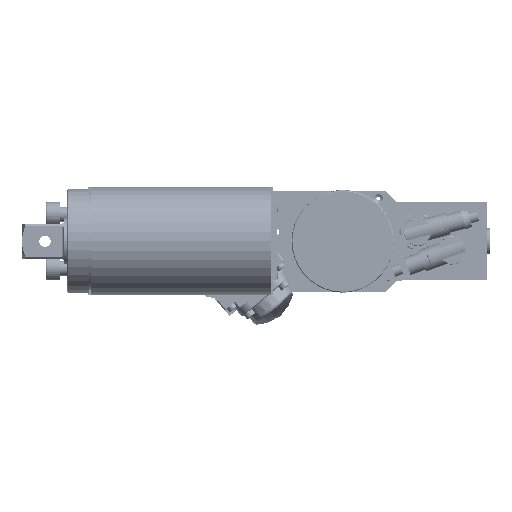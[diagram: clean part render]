
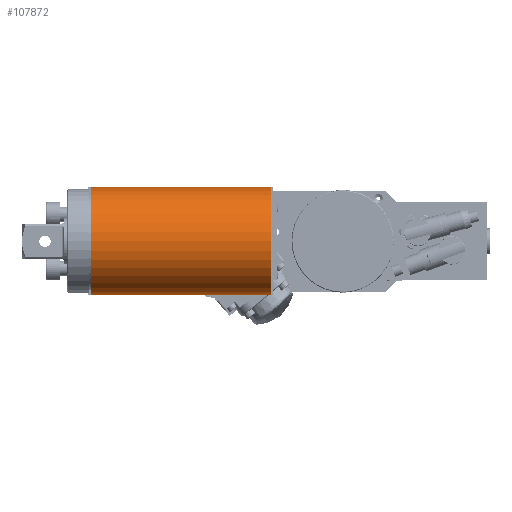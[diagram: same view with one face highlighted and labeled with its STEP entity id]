
A CAD part, left-side view. The second image highlights one B-rep face of the part: STEP entity #107872.
In plain terms, the highlighted cylindrical face has radius 29 mm (diameter 58 mm), a partial arc.
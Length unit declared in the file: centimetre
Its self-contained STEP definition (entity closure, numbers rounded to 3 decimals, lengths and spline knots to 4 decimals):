
#14361=LINE('',#233739,#22311);
#14374=LINE('',#233782,#22324);
#22311=VECTOR('',#145516,9.7);
#22324=VECTOR('',#145553,9.7);
#24072=CYLINDRICAL_SURFACE('',#118022,2.9);
#29230=FACE_OUTER_BOUND('',#35282,.T.);
#35282=EDGE_LOOP('',(#95695,#95696,#95697,#95698));
#40649=CIRCLE('',#118011,2.9);
#40654=CIRCLE('',#118020,2.9);
#50869=VERTEX_POINT('',#233731);
#50872=VERTEX_POINT('',#233737);
#50881=VERTEX_POINT('',#233757);
#50890=VERTEX_POINT('',#233781);
#66027=EDGE_CURVE('',#50872,#50869,#14361,.T.);
#66036=EDGE_CURVE('',#50869,#50881,#40649,.T.);
#66048=EDGE_CURVE('',#50890,#50881,#14374,.T.);
#66052=EDGE_CURVE('',#50890,#50872,#40654,.T.);
#95695=ORIENTED_EDGE('',*,*,#66036,.F.);
#95696=ORIENTED_EDGE('',*,*,#66027,.F.);
#95697=ORIENTED_EDGE('',*,*,#66052,.F.);
#95698=ORIENTED_EDGE('',*,*,#66048,.T.);
#107872=ADVANCED_FACE('',(#29230),#24072,.T.);
#118011=AXIS2_PLACEMENT_3D('',#233758,#145532,#145533);
#118020=AXIS2_PLACEMENT_3D('',#233789,#145561,#145562);
#118022=AXIS2_PLACEMENT_3D('',#233792,#145565,#145566);
#145516=DIRECTION('',(0.,-1.,0.));
#145532=DIRECTION('center_axis',(0.,-1.,0.));
#145533=DIRECTION('ref_axis',(0.,0.,
1.));
#145553=DIRECTION('',(0.,-1.,0.));
#145561=DIRECTION('center_axis',(0.,1.,0.));
#145562=DIRECTION('ref_axis',(0.,0.,
-1.));
#145565=DIRECTION('center_axis',(0.,-1.,0.));
#145566=DIRECTION('ref_axis',(-1.,0.,0.));
#233731=CARTESIAN_POINT('',(-19.74,-2.9,2.9));
#233737=CARTESIAN_POINT('',(-19.74,6.8,2.9));
#233739=CARTESIAN_POINT('',(-19.74,6.8,2.9));
#233757=CARTESIAN_POINT('',(-19.74,-2.9,-2.9));
#233758=CARTESIAN_POINT('Origin',(-19.74,-2.9,0.));
#233781=CARTESIAN_POINT('',(-19.74,6.8,-2.9));
#233782=CARTESIAN_POINT('',(-19.74,6.8,-2.9));
#233789=CARTESIAN_POINT('Origin',(-19.74,6.8,0.));
#233792=CARTESIAN_POINT('Origin',(-19.74,6.95,0.));
